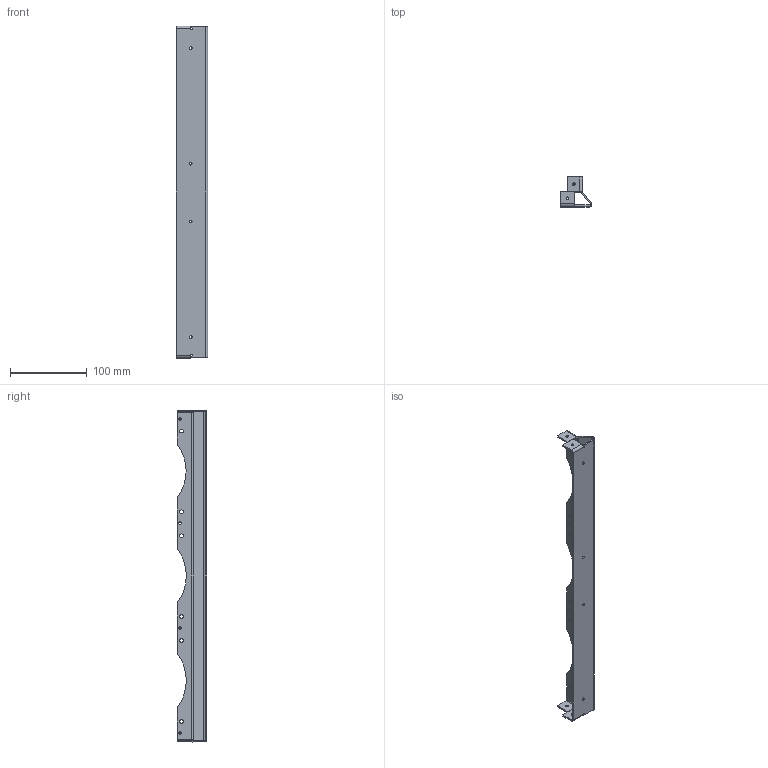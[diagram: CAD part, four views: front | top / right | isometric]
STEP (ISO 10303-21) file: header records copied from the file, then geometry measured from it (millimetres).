
FILE_DESCRIPTION(/* description */ (''),/* implementation_level */ '2;1');
FILE_NAME(/* name */ 'Front_Bracket_Bm.step',/* time_stamp */ '2024-11-18T04:13:29-07:00',/* author */ (''),/* organization */ (''),/* preprocessor_version */ 'ST-DEVELOPER v20',/* originating_system */ 'Autodesk Translation Framework v13.20.0.188',/* authorisation */ '');
FILE_SCHEMA (('AUTOMOTIVE_DESIGN { 1 0 10303 214 3 1 1 }'));
Length unit declared in the file: inch
Products named in the file (1): Rear IO Reccessed Copy (1)
Bounding box: 41.08 x 38.47 x 431.55 mm (x, y, z)
Volume: 69306 mm3; surface area: 71097.5 mm2
Topology: 1 solids, 1 shells, 88 faces, 210 edges, 124 vertices
Faces by surface type: plane 53, cylinder 35
Full cylindrical faces by diameter (mm): 3.302 x6, 3.454 x6, 5.004 x6
Entity records: 2596 total; most frequent: DIRECTION 458, CARTESIAN_POINT 423, ORIENTED_EDGE 420, EDGE_CURVE 210, AXIS2_PLACEMENT_3D 159, LINE 140, VECTOR 140, EDGE_LOOP 124
